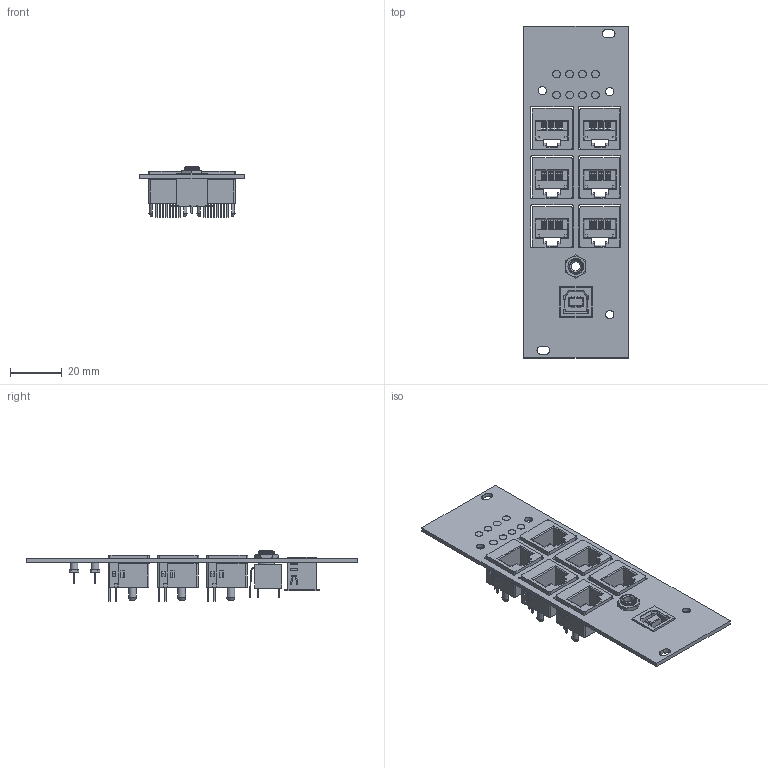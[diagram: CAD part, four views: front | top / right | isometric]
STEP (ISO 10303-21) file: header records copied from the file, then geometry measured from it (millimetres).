
FILE_DESCRIPTION(('KiCad electronic assembly'),'2;1');
FILE_NAME('QMidiMonger_panel.step','2023-02-28T16:52:47',('Pcbnew'),( 'Kicad'),'Open CASCADE STEP processor 7.6','KiCad to STEP converter' ,'Unknown');
FILE_SCHEMA(('AUTOMOTIVE_DESIGN { 1 0 10303 214 1 1 1 1 }'));
Length unit declared in the file: millimetre
Products named in the file (14): QMidiMonger_panel 1; LED_D3.0mm_FlatTop; SOLID; 428788506; COMPOUND; PJ301M-12 Thonkiconn v0.2; 6mm_Nut; USB_TE_1734517-1; QMidiMonger_panel PCB
Assembly tree (25 placements, depth 3):
  QMidiMonger_panel 1
    LED_D3.0mm_FlatTop  x8
      SOLID
    428788506  x6
      COMPOUND
    PJ301M-12 Thonkiconn v0.2
      SOLID
      SOLID
      SOLID
    6mm_Nut
      SOLID
    USB_TE_1734517-1
      SOLID
    QMidiMonger_panel PCB
Bounding box: 40.3 x 128.5 x 19.68 mm (x, y, z)
Volume: 17061.8 mm3; surface area: 24230.4 mm2
Topology: 32 solids, 32 shells, 2605 faces, 7179 edges, 4742 vertices
Faces by surface type: plane 2256, cylinder 321, cone 26, bspline 2
Full cylindrical faces by diameter (mm): 0.762 x12, 1.016 x12, 3 x16, 3.2 x3, 3.6 x1, 3.966 x1, 5.5 x1, 6 x1
Entity records: 59837 total; most frequent: CARTESIAN_POINT 13707, DIRECTION 8516, LINE 5906, VECTOR 5906, ORIENTED_EDGE 4498, PCURVE 4498, DEFINITIONAL_REPRESENTATION 4498, EDGE_CURVE 2249
